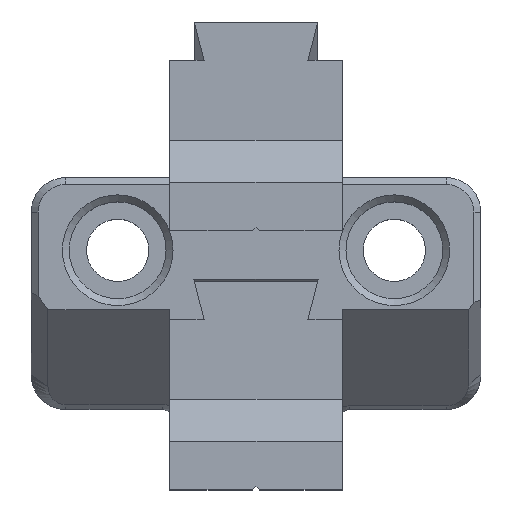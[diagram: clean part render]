
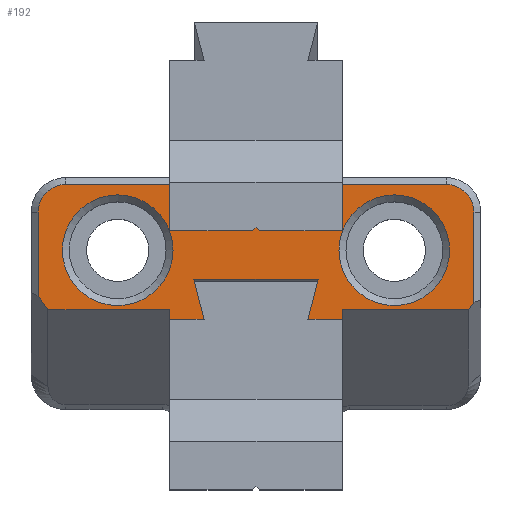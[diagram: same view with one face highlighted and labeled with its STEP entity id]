
A CAD part, top view. The second image highlights one B-rep face of the part: STEP entity #192.
In plain terms, the highlighted planar face has unit normal (0, 0, 1).
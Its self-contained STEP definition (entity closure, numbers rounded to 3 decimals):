
#192 = ADVANCED_FACE( '', ( #276, #277, #278 ), #279, .F. );
#276 = FACE_BOUND( '', #425, .T. );
#277 = FACE_BOUND( '', #426, .T. );
#278 = FACE_OUTER_BOUND( '', #427, .T. );
#279 = PLANE( '', #428 );
#425 = EDGE_LOOP( '', ( #723 ) );
#426 = EDGE_LOOP( '', ( #724 ) );
#427 = EDGE_LOOP( '', ( #725, #726, #727, #728, #729, #730, #731, #732, #733, #734, #735, #736, #737, #738, #739, #740 ) );
#428 = AXIS2_PLACEMENT_3D( '', #741, #742, #743 );
#723 = ORIENTED_EDGE( '', *, *, #1091, .T. );
#724 = ORIENTED_EDGE( '', *, *, #1092, .T. );
#725 = ORIENTED_EDGE( '', *, *, #1093, .T. );
#726 = ORIENTED_EDGE( '', *, *, #1094, .T. );
#727 = ORIENTED_EDGE( '', *, *, #1085, .F. );
#728 = ORIENTED_EDGE( '', *, *, #1090, .T. );
#729 = ORIENTED_EDGE( '', *, *, #1095, .F. );
#730 = ORIENTED_EDGE( '', *, *, #1096, .T. );
#731 = ORIENTED_EDGE( '', *, *, #1097, .T. );
#732 = ORIENTED_EDGE( '', *, *, #1098, .T. );
#733 = ORIENTED_EDGE( '', *, *, #1099, .F. );
#734 = ORIENTED_EDGE( '', *, *, #1100, .T. );
#735 = ORIENTED_EDGE( '', *, *, #1101, .T. );
#736 = ORIENTED_EDGE( '', *, *, #1102, .T. );
#737 = ORIENTED_EDGE( '', *, *, #1103, .T. );
#738 = ORIENTED_EDGE( '', *, *, #1104, .T. );
#739 = ORIENTED_EDGE( '', *, *, #1105, .T. );
#740 = ORIENTED_EDGE( '', *, *, #1106, .T. );
#741 = CARTESIAN_POINT( '', ( 32.5, 0., 16. ) );
#742 = DIRECTION( '', ( 0., 0., -1. ) );
#743 = DIRECTION( '', ( 0., 1., 0. ) );
#1085 = EDGE_CURVE( '', #1282, #1284, #1285, .T. );
#1090 = EDGE_CURVE( '', #1282, #1291, #1293, .T. );
#1091 = EDGE_CURVE( '', #1294, #1294, #1295, .T. );
#1092 = EDGE_CURVE( '', #1296, #1296, #1297, .T. );
#1093 = EDGE_CURVE( '', #1298, #1299, #1300, .T. );
#1094 = EDGE_CURVE( '', #1299, #1284, #1301, .T. );
#1095 = EDGE_CURVE( '', #1302, #1291, #1303, .T. );
#1096 = EDGE_CURVE( '', #1302, #1304, #1305, .T. );
#1097 = EDGE_CURVE( '', #1304, #1306, #1307, .T. );
#1098 = EDGE_CURVE( '', #1306, #1308, #1309, .T. );
#1099 = EDGE_CURVE( '', #1310, #1308, #1311, .T. );
#1100 = EDGE_CURVE( '', #1310, #1312, #1313, .T. );
#1101 = EDGE_CURVE( '', #1312, #1314, #1315, .T. );
#1102 = EDGE_CURVE( '', #1314, #1316, #1317, .F. );
#1103 = EDGE_CURVE( '', #1316, #1318, #1319, .T. );
#1104 = EDGE_CURVE( '', #1318, #1320, #1321, .F. );
#1105 = EDGE_CURVE( '', #1320, #1322, #1323, .T. );
#1106 = EDGE_CURVE( '', #1322, #1298, #1324, .F. );
#1282 = VERTEX_POINT( '', #1597 );
#1284 = VERTEX_POINT( '', #1600 );
#1285 = LINE( '', #1601, #1602 );
#1291 = VERTEX_POINT( '', #1618 );
#1293 = LINE( '', #1621, #1622 );
#1294 = VERTEX_POINT( '', #1623 );
#1295 = CIRCLE( '', #1624, 8. );
#1296 = VERTEX_POINT( '', #1625 );
#1297 = CIRCLE( '', #1626, 8. );
#1298 = VERTEX_POINT( '', #1627 );
#1299 = VERTEX_POINT( '', #1628 );
#1300 = LINE( '', #1629, #1630 );
#1301 = LINE( '', #1631, #1632 );
#1302 = VERTEX_POINT( '', #1633 );
#1303 = LINE( '', #1634, #1635 );
#1304 = VERTEX_POINT( '', #1636 );
#1305 = LINE( '', #1637, #1638 );
#1306 = VERTEX_POINT( '', #1639 );
#1307 = LINE( '', #1640, #1641 );
#1308 = VERTEX_POINT( '', #1642 );
#1309 = LINE( '', #1643, #1644 );
#1310 = VERTEX_POINT( '', #1645 );
#1311 = LINE( '', #1646, #1647 );
#1312 = VERTEX_POINT( '', #1648 );
#1313 = LINE( '', #1649, #1650 );
#1314 = VERTEX_POINT( '', #1651 );
#1315 = LINE( '', #1652, #1653 );
#1316 = VERTEX_POINT( '', #1654 );
#1317 = LINE( '', #1655, #1656 );
#1318 = VERTEX_POINT( '', #1657 );
#1319 = LINE( '', #1658, #1659 );
#1320 = VERTEX_POINT( '', #1660 );
#1321 = CIRCLE( '', #1661, 4. );
#1322 = VERTEX_POINT( '', #1662 );
#1323 = LINE( '', #1663, #1664 );
#1324 = CIRCLE( '', #1665, 4. );
#1597 = CARTESIAN_POINT( '', ( -12.5, -27.086, 16. ) );
#1600 = CARTESIAN_POINT( '', ( -30.086, -27.086, 16. ) );
#1601 = CARTESIAN_POINT( '', ( -12.5, -27.086, 16. ) );
#1602 = VECTOR( '', #1951, 1000. );
#1618 = CARTESIAN_POINT( '', ( -12.5, -28.5, 16. ) );
#1621 = CARTESIAN_POINT( '', ( -12.5, -27.086, 16. ) );
#1622 = VECTOR( '', #1955, 1000. );
#1623 = CARTESIAN_POINT( '', ( -20., -10.5, 16. ) );
#1624 = AXIS2_PLACEMENT_3D( '', #1956, #1957, #1958 );
#1625 = CARTESIAN_POINT( '', ( 20., -10.5, 16. ) );
#1626 = AXIS2_PLACEMENT_3D( '', #1959, #1960, #1961 );
#1627 = CARTESIAN_POINT( '', ( -31.5, -13., 16. ) );
#1628 = CARTESIAN_POINT( '', ( -31.5, -25.086, 16. ) );
#1629 = CARTESIAN_POINT( '', ( -31.5, 0., 16. ) );
#1630 = VECTOR( '', #1962, 1000. );
#1631 = CARTESIAN_POINT( '', ( -24.173, -35.448, 16. ) );
#1632 = VECTOR( '', #1963, 1000. );
#1633 = CARTESIAN_POINT( '', ( -7.5, -28.5, 16. ) );
#1634 = CARTESIAN_POINT( '', ( 32.5, -28.5, 16. ) );
#1635 = VECTOR( '', #1964, 1000. );
#1636 = CARTESIAN_POINT( '', ( -8.992, -22.702, 16. ) );
#1637 = CARTESIAN_POINT( '', ( -11.894, -11.426, 16. ) );
#1638 = VECTOR( '', #1965, 1000. );
#1639 = CARTESIAN_POINT( '', ( 8.992, -22.702, 16. ) );
#1640 = CARTESIAN_POINT( '', ( 32.5, -22.702, 16. ) );
#1641 = VECTOR( '', #1966, 1000. );
#1642 = CARTESIAN_POINT( '', ( 7.5, -28.5, 16. ) );
#1643 = CARTESIAN_POINT( '', ( 15.932, 4.264, 16. ) );
#1644 = VECTOR( '', #1967, 1000. );
#1645 = CARTESIAN_POINT( '', ( 12.5, -28.5, 16. ) );
#1646 = CARTESIAN_POINT( '', ( 32.5, -28.5, 16. ) );
#1647 = VECTOR( '', #1968, 1000. );
#1648 = CARTESIAN_POINT( '', ( 12.5, -27.086, 16. ) );
#1649 = CARTESIAN_POINT( '', ( 12.5, -27.086, 16. ) );
#1650 = VECTOR( '', #1969, 1000. );
#1651 = CARTESIAN_POINT( '', ( 30.768, -27.086, 16. ) );
#1652 = CARTESIAN_POINT( '', ( 12.5, -27.086, 16. ) );
#1653 = VECTOR( '', #1970, 1000. );
#1654 = CARTESIAN_POINT( '', ( 31.5, -26.051, 16. ) );
#1655 = CARTESIAN_POINT( '', ( 24.4, -36.091, 16. ) );
#1656 = VECTOR( '', #1971, 1000. );
#1657 = CARTESIAN_POINT( '', ( 31.5, -13., 16. ) );
#1658 = CARTESIAN_POINT( '', ( 31.5, -13., 16. ) );
#1659 = VECTOR( '', #1972, 1000. );
#1660 = CARTESIAN_POINT( '', ( 27.5, -9., 16. ) );
#1661 = AXIS2_PLACEMENT_3D( '', #1973, #1974, #1975 );
#1662 = CARTESIAN_POINT( '', ( -27.5, -9., 16. ) );
#1663 = CARTESIAN_POINT( '', ( -27.5, -9., 16. ) );
#1664 = VECTOR( '', #1976, 1000. );
#1665 = AXIS2_PLACEMENT_3D( '', #1977, #1978, #1979 );
#1951 = DIRECTION( '', ( -1., 0., 0. ) );
#1955 = DIRECTION( '', ( 0., -1., 0. ) );
#1956 = CARTESIAN_POINT( '', ( -20., -18.5, 16. ) );
#1957 = DIRECTION( '', ( 0., 0., -1. ) );
#1958 = DIRECTION( '', ( 0., 1., 0. ) );
#1959 = CARTESIAN_POINT( '', ( 20., -18.5, 16. ) );
#1960 = DIRECTION( '', ( 0., 0., -1. ) );
#1961 = DIRECTION( '', ( 0., 1., 0. ) );
#1962 = DIRECTION( '', ( 0., -1., 0. ) );
#1963 = DIRECTION( '', ( 0.577, -0.816, 0. ) );
#1964 = DIRECTION( '', ( -1., 0., 0. ) );
#1965 = DIRECTION( '', ( -0.249, 0.968, 0. ) );
#1966 = DIRECTION( '', ( 1., 0., 0. ) );
#1967 = DIRECTION( '', ( -0.249, -0.968, 0. ) );
#1968 = DIRECTION( '', ( -1., 0., 0. ) );
#1969 = DIRECTION( '', ( 0., 1., 0. ) );
#1970 = DIRECTION( '', ( 1., 0., 0. ) );
#1971 = DIRECTION( '', ( -0.577, -0.816, 0. ) );
#1972 = DIRECTION( '', ( 0., 1., 0. ) );
#1973 = CARTESIAN_POINT( '', ( 27.5, -13., 16. ) );
#1974 = DIRECTION( '', ( 0., 0., -1. ) );
#1975 = DIRECTION( '', ( 0., 1., 0. ) );
#1976 = DIRECTION( '', ( -1., 0., 0. ) );
#1977 = CARTESIAN_POINT( '', ( -27.5, -13., 16. ) );
#1978 = DIRECTION( '', ( 0., 0., -1. ) );
#1979 = DIRECTION( '', ( 0., 1., 0. ) );
